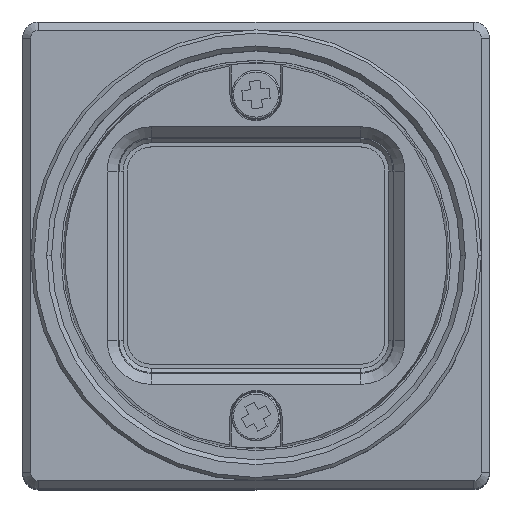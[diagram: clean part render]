
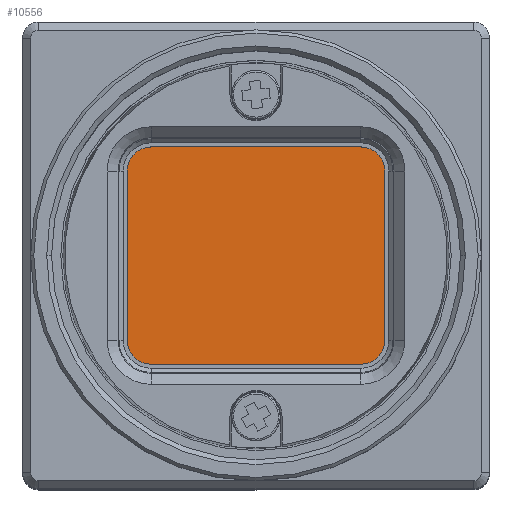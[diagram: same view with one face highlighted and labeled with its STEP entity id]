
A CAD part, top view. The second image highlights one B-rep face of the part: STEP entity #10556.
In plain terms, the highlighted planar face has unit normal (0, 0, 1).
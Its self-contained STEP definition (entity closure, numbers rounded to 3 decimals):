
#48 = VECTOR ( 'NONE', #3115, 1000. ) ;
#119 = VERTEX_POINT ( 'NONE', #12168 ) ;
#236 = DIRECTION ( 'NONE',  ( 1., 0., 0. ) ) ;
#371 = CIRCLE ( 'NONE', #8113, 1.5 ) ;
#439 = ORIENTED_EDGE ( 'NONE', *, *, #4504, .T. ) ;
#827 = EDGE_CURVE ( 'NONE', #7589, #12043, #7828, .T. ) ;
#883 = CIRCLE ( 'NONE', #3053, 1.5 ) ;
#1144 = EDGE_CURVE ( 'NONE', #1867, #7589, #883, .T. ) ;
#1173 = DIRECTION ( 'NONE',  ( 0., 0., 1. ) ) ;
#1608 = ORIENTED_EDGE ( 'NONE', *, *, #5482, .T. ) ;
#1829 = CARTESIAN_POINT ( 'NONE',  ( -6.5, -6.75, 23.7 ) ) ;
#1867 = VERTEX_POINT ( 'NONE', #5349 ) ;
#1881 = ORIENTED_EDGE ( 'NONE', *, *, #4333, .T. ) ;
#1895 = CARTESIAN_POINT ( 'NONE',  ( -6.5, 5.25, 23.7 ) ) ;
#1962 = AXIS2_PLACEMENT_3D ( 'NONE', #11403, #8534, #6617 ) ;
#2508 = CARTESIAN_POINT ( 'NONE',  ( 8., -5.25, 23.7 ) ) ;
#2755 = ORIENTED_EDGE ( 'NONE', *, *, #1144, .T. ) ;
#3053 = AXIS2_PLACEMENT_3D ( 'NONE', #12050, #8161, #7172 ) ;
#3089 = EDGE_CURVE ( 'NONE', #7278, #9965, #8882, .T. ) ;
#3115 = DIRECTION ( 'NONE',  ( 0., 1., 0. ) ) ;
#3750 = EDGE_CURVE ( 'NONE', #4137, #119, #371, .T. ) ;
#3899 = DIRECTION ( 'NONE',  ( 0., 0., 1. ) ) ;
#4009 = CARTESIAN_POINT ( 'NONE',  ( 8., -5.25, 23.7 ) ) ;
#4088 = FACE_OUTER_BOUND ( 'NONE', #11682, .T. ) ;
#4137 = VERTEX_POINT ( 'NONE', #5229 ) ;
#4142 = VECTOR ( 'NONE', #8015, 1000. ) ;
#4333 = EDGE_CURVE ( 'NONE', #12043, #5531, #5971, .T. ) ;
#4504 = EDGE_CURVE ( 'NONE', #5531, #4137, #7620, .T. ) ;
#4903 = DIRECTION ( 'NONE',  ( 1., 0., 0. ) ) ;
#5177 = CARTESIAN_POINT ( 'NONE',  ( -8., -5.25, 23.7 ) ) ;
#5229 = CARTESIAN_POINT ( 'NONE',  ( 8., 5.25, 23.7 ) ) ;
#5257 = VECTOR ( 'NONE', #10507, 1000. ) ;
#5349 = CARTESIAN_POINT ( 'NONE',  ( -8., -5.25, 23.7 ) ) ;
#5482 = EDGE_CURVE ( 'NONE', #119, #7278, #9127, .T. ) ;
#5495 = CARTESIAN_POINT ( 'NONE',  ( 6.5, -6.75, 23.7 ) ) ;
#5531 = VERTEX_POINT ( 'NONE', #2508 ) ;
#5689 = DIRECTION ( 'NONE',  ( 1., 0., 0. ) ) ;
#5971 = CIRCLE ( 'NONE', #1962, 1.5 ) ;
#6483 = AXIS2_PLACEMENT_3D ( 'NONE', #1895, #3899, #5689 ) ;
#6617 = DIRECTION ( 'NONE',  ( 1., 0., 0. ) ) ;
#6969 = CARTESIAN_POINT ( 'NONE',  ( 6.5, 5.25, 23.7 ) ) ;
#7172 = DIRECTION ( 'NONE',  ( 1., 0., 0. ) ) ;
#7278 = VERTEX_POINT ( 'NONE', #11754 ) ;
#7290 = ORIENTED_EDGE ( 'NONE', *, *, #3750, .T. ) ;
#7443 = EDGE_CURVE ( 'NONE', #9965, #1867, #7488, .T. ) ;
#7488 = LINE ( 'NONE', #5177, #8415 ) ;
#7589 = VERTEX_POINT ( 'NONE', #1829 ) ;
#7620 = LINE ( 'NONE', #4009, #48 ) ;
#7828 = LINE ( 'NONE', #8601, #5257 ) ;
#8015 = DIRECTION ( 'NONE',  ( -1., 0., 0. ) ) ;
#8113 = AXIS2_PLACEMENT_3D ( 'NONE', #6969, #1173, #236 ) ;
#8161 = DIRECTION ( 'NONE',  ( 0., 0., 1. ) ) ;
#8277 = ORIENTED_EDGE ( 'NONE', *, *, #827, .T. ) ;
#8415 = VECTOR ( 'NONE', #9073, 1000. ) ;
#8522 = ORIENTED_EDGE ( 'NONE', *, *, #7443, .T. ) ;
#8534 = DIRECTION ( 'NONE',  ( 0., 0., 1. ) ) ;
#8601 = CARTESIAN_POINT ( 'NONE',  ( 6.5, -6.75, 23.7 ) ) ;
#8882 = CIRCLE ( 'NONE', #6483, 1.5 ) ;
#9073 = DIRECTION ( 'NONE',  ( 0., -1., 0. ) ) ;
#9074 = AXIS2_PLACEMENT_3D ( 'NONE', #12560, #9604, #4903 ) ;
#9127 = LINE ( 'NONE', #10945, #4142 ) ;
#9604 = DIRECTION ( 'NONE',  ( 0., 0., 1. ) ) ;
#9936 = CARTESIAN_POINT ( 'NONE',  ( -8., 5.25, 23.7 ) ) ;
#9965 = VERTEX_POINT ( 'NONE', #9936 ) ;
#10507 = DIRECTION ( 'NONE',  ( 1., 0., 0. ) ) ;
#10541 = PLANE ( 'NONE',  #9074 ) ;
#10556 = ADVANCED_FACE ( 'NONE', ( #4088 ), #10541, .T. ) ;
#10945 = CARTESIAN_POINT ( 'NONE',  ( 6.5, 6.75, 23.7 ) ) ;
#11403 = CARTESIAN_POINT ( 'NONE',  ( 6.5, -5.25, 23.7 ) ) ;
#11682 = EDGE_LOOP ( 'NONE', ( #439, #7290, #1608, #12422, #8522, #2755, #8277, #1881 ) ) ;
#11754 = CARTESIAN_POINT ( 'NONE',  ( -6.5, 6.75, 23.7 ) ) ;
#12043 = VERTEX_POINT ( 'NONE', #5495 ) ;
#12050 = CARTESIAN_POINT ( 'NONE',  ( -6.5, -5.25, 23.7 ) ) ;
#12168 = CARTESIAN_POINT ( 'NONE',  ( 6.5, 6.75, 23.7 ) ) ;
#12422 = ORIENTED_EDGE ( 'NONE', *, *, #3089, .T. ) ;
#12560 = CARTESIAN_POINT ( 'NONE',  ( -6.5, 5.25, 23.7 ) ) ;
